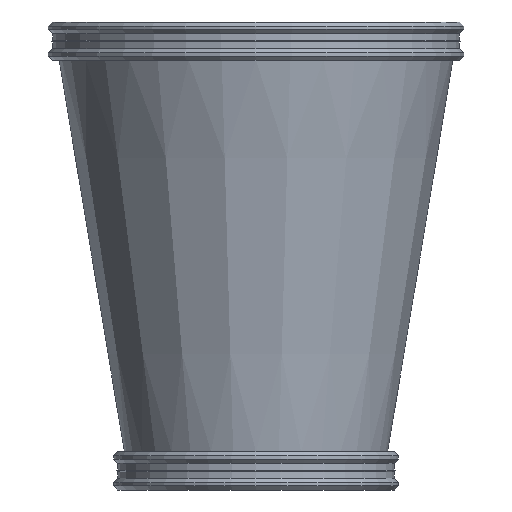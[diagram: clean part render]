
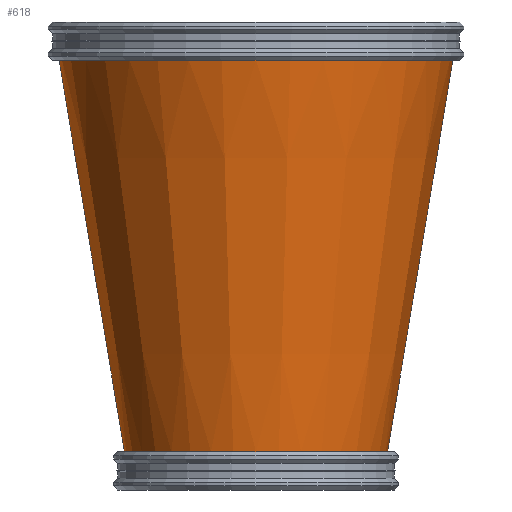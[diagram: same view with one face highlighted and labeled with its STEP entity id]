
A CAD part, left-side view. The second image highlights one B-rep face of the part: STEP entity #618.
In plain terms, the highlighted conical face has half-angle 9.462 degrees and reference radius 125.9 mm.
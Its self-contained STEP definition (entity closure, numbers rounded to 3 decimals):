
#42=FACE_OUTER_BOUND('',#89,.T.);
#89=EDGE_LOOP('',(#410,#411,#412,#413));
#140=LINE('',#1013,#183);
#183=VECTOR('',#781,125.9);
#226=CIRCLE('',#682,100.9);
#227=CIRCLE('',#683,150.9);
#273=VERTEX_POINT('',#1010);
#274=VERTEX_POINT('',#1012);
#320=EDGE_CURVE('',#273,#273,#226,.T.);
#321=EDGE_CURVE('',#273,#274,#140,.T.);
#322=EDGE_CURVE('',#274,#274,#227,.T.);
#410=ORIENTED_EDGE('',*,*,#320,.F.);
#411=ORIENTED_EDGE('',*,*,#321,.T.);
#412=ORIENTED_EDGE('',*,*,#322,.T.);
#413=ORIENTED_EDGE('',*,*,#321,.F.);
#590=CONICAL_SURFACE('',#681,125.9,0.165);
#618=ADVANCED_FACE('',(#42),#590,.T.);
#681=AXIS2_PLACEMENT_3D('',#1009,#777,#778);
#682=AXIS2_PLACEMENT_3D('',#1011,#779,#780);
#683=AXIS2_PLACEMENT_3D('',#1014,#782,#783);
#777=DIRECTION('center_axis',(0.,0.,1.));
#778=DIRECTION('ref_axis',(0.,1.,0.));
#779=DIRECTION('center_axis',(0.,0.,-1.));
#780=DIRECTION('ref_axis',(1.,0.,0.));
#781=DIRECTION('',(0.,-0.164,0.986));
#782=DIRECTION('center_axis',(0.,0.,-1.));
#783=DIRECTION('ref_axis',(1.,0.,0.));
#1009=CARTESIAN_POINT('Origin',(0.,0.,150.));
#1010=CARTESIAN_POINT('',(0.,-100.9,0.));
#1011=CARTESIAN_POINT('Origin',(0.,0.,0.));
#1012=CARTESIAN_POINT('',(0.,-150.9,300.));
#1013=CARTESIAN_POINT('',(0.,-125.9,150.));
#1014=CARTESIAN_POINT('Origin',(0.,0.,300.));
